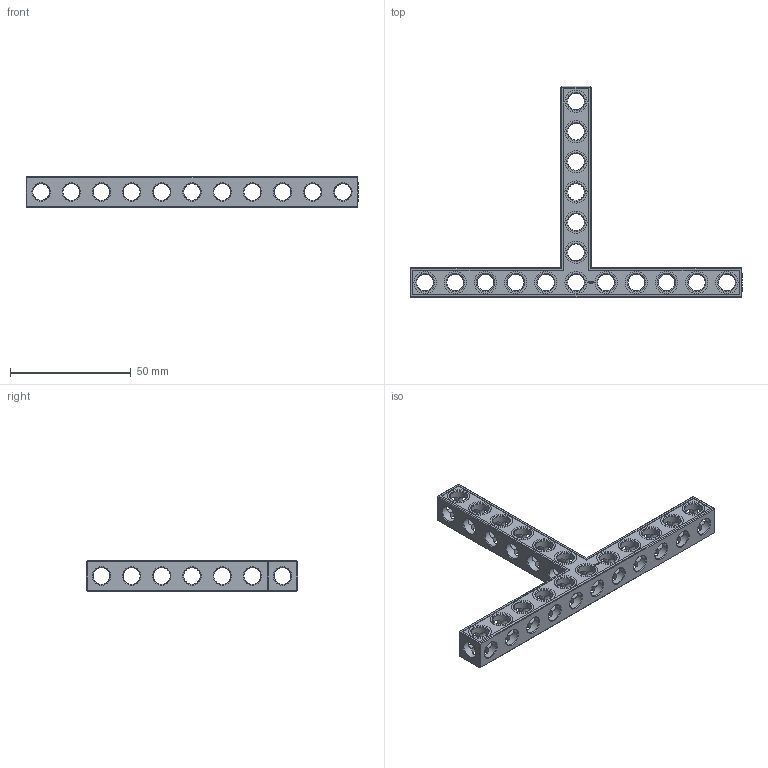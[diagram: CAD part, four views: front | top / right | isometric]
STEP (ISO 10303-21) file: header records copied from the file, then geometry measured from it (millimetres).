
FILE_DESCRIPTION(('FreeCAD Model'),'2;1');
FILE_NAME('Open CASCADE Shape Model','2022-01-27T23:58:37',( 'Paulo Kiefe'),('STEMFIE.org'),'Open CASCADE STEP processor 7.4', 'FreeCAD','Unknown');
FILE_SCHEMA(('AUTOMOTIVE_DESIGN { 1 0 10303 214 1 1 1 1 }'));
Products named in the file (1): Beam_TSH_SYM_ESS_BU11x07x01_-_SPN-BEM-1081_(stemfie.org)
Bounding box: 137.5 x 87.5 x 12.5 mm (x, y, z)
Volume: 16608.4 mm3; surface area: 14948.8 mm2
Topology: 1 solids, 1 shells, 711 faces, 2109 edges, 1383 vertices
Faces by surface type: plane 396, extrusion 142, cylinder 103, cone 70
Full cylindrical faces by diameter (mm): 6.98 x12, 7 x74, 9.2 x17
Entity records: 79825 total; most frequent: CARTESIAN_POINT 40210, DIRECTION 6391, VECTOR 4440, LINE 4298, ORIENTED_EDGE 4218, PCURVE 4218, DEFINITIONAL_REPRESENTATION 4218, EDGE_CURVE 2109
